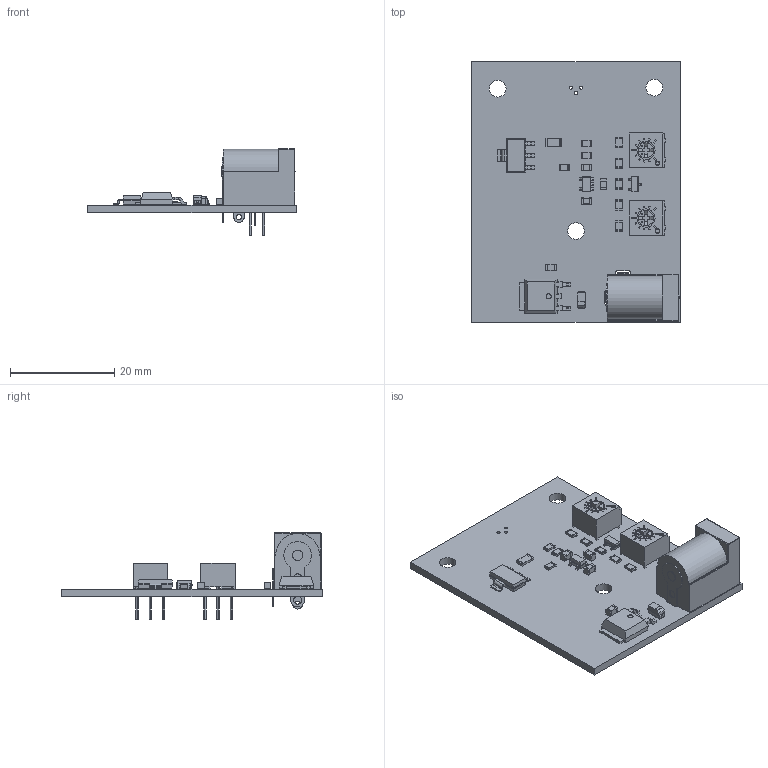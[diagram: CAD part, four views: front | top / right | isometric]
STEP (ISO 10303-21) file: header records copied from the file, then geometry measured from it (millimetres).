
FILE_DESCRIPTION(('KiCad electronic assembly'),'2;1');
FILE_NAME('LightSource.step','2025-04-15T21:11:53',('Pcbnew'),('Kicad'), 'Open CASCADE STEP processor 7.8','KiCad to STEP converter','Unknown' );
FILE_SCHEMA(('AUTOMOTIVE_DESIGN { 1 0 10303 214 1 1 1 1 }'));
Length unit declared in the file: millimetre
Products named in the file (13): LightSource 1; C_0805_2012Metric; CP_EIA-3216-18_Kemet-A; BarrelJack_Horizontal; R_0805_2012Metric; R_1206_3216Metric; 3362P-1-501LF; TO-252-2; LightSource 1.10.1; SOT-223; SOT-23; SOT-23-5; LightSource_PCB
Assembly tree (23 placements, depth 3):
  LightSource 1
    C_0805_2012Metric  x4
    CP_EIA-3216-18_Kemet-A
    BarrelJack_Horizontal
    R_0805_2012Metric  x8
    R_1206_3216Metric
    3362P-1-501LF  x2
    TO-252-2
      LightSource 1.10.1
    SOT-223
    SOT-23
    SOT-23-5
    LightSource_PCB
Bounding box: 40 x 50 x 16.54 mm (x, y, z)
Volume: 4230.7 mm3; surface area: 6910.1 mm2
Topology: 38 solids, 38 shells, 1165 faces, 2999 edges, 1929 vertices
Faces by surface type: plane 759, cylinder 314, bspline 81, sphere 5, cone 4, extrusion 2
Full cylindrical faces by diameter (mm): 0.6 x3, 0.714 x6, 1 x3, 1.5 x2, 2 x2, 3.2 x3, 6.3 x1
Entity records: 26632 total; most frequent: CARTESIAN_POINT 5329, ORIENTED_EDGE 3750, DIRECTION 3491, EDGE_CURVE 1875, VECTOR 1387, LINE 1385, VERTEX_POINT 1196, AXIS2_PLACEMENT_3D 1052
